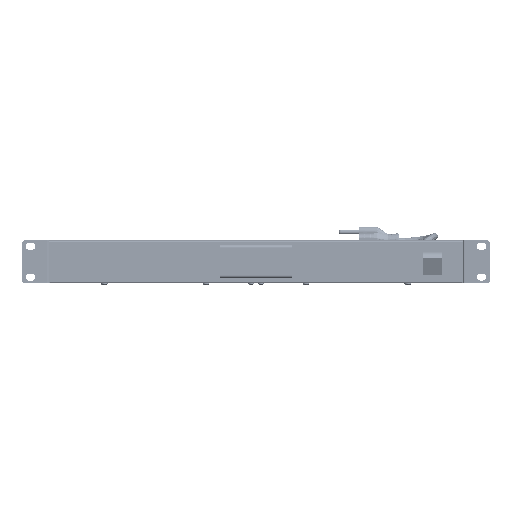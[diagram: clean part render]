
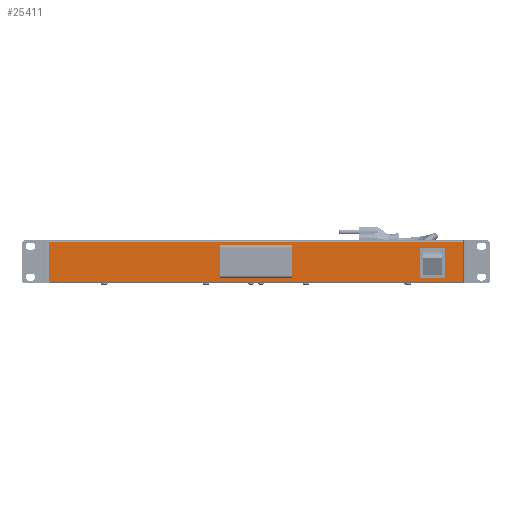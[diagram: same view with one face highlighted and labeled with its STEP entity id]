
A CAD part, left-side view. The second image highlights one B-rep face of the part: STEP entity #25411.
In plain terms, the highlighted planar face has unit normal (-1, 0, 0).
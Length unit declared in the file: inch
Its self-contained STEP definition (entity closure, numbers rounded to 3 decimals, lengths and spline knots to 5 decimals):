
#1031 = EDGE_CURVE ( 'NONE', #33968, #31875, #47124, .T. ) ;
#2469 = CARTESIAN_POINT ( 'NONE',  ( -3.34646, 0., 0.29921 ) ) ;
#2584 = VECTOR ( 'NONE', #78777, 39.37008 ) ;
#2654 = LINE ( 'NONE', #4328, #10409 ) ;
#2677 = CARTESIAN_POINT ( 'NONE',  ( -3.34646, 1.37795, 1.44094 ) ) ;
#3120 = LINE ( 'NONE', #9828, #28915 ) ;
#3507 = LINE ( 'NONE', #48849, #8881 ) ;
#4328 = CARTESIAN_POINT ( 'NONE',  ( -3.34646, -7.60827, 0.86811 ) ) ;
#5307 = VERTEX_POINT ( 'NONE', #2677 ) ;
#5733 = FACE_BOUND ( 'NONE', #46992, .T. ) ;
#8881 = VECTOR ( 'NONE', #56368, 39.37008 ) ;
#9199 = EDGE_CURVE ( 'NONE', #5307, #33968, #3120, .T. ) ;
#9828 = CARTESIAN_POINT ( 'NONE',  ( -3.34646, 0., 1.44094 ) ) ;
#10409 = VECTOR ( 'NONE', #74833, 39.37008 ) ;
#11228 = EDGE_CURVE ( 'NONE', #68829, #5307, #45321, .T. ) ;
#11682 = EDGE_CURVE ( 'NONE', #65928, #67416, #2654, .T. ) ;
#12043 = VERTEX_POINT ( 'NONE', #40761 ) ;
#13404 = EDGE_CURVE ( 'NONE', #38821, #23340, #27673, .T. ) ;
#13589 = VERTEX_POINT ( 'NONE', #79685 ) ;
#14142 = DIRECTION ( 'NONE',  ( 0., 0., -1. ) ) ;
#14477 = DIRECTION ( 'NONE',  ( 0., -1., 0. ) ) ;
#14821 = CARTESIAN_POINT ( 'NONE',  ( -3.34646, -1.37795, 0.29921 ) ) ;
#14842 = VERTEX_POINT ( 'NONE', #33654 ) ;
#15070 = DIRECTION ( 'NONE',  ( 0., 1., 0. ) ) ;
#15290 = CARTESIAN_POINT ( 'NONE',  ( -3.34646, -7.60827, 0.31693 ) ) ;
#16027 = CARTESIAN_POINT ( 'NONE',  ( -3.34646, -1.37795, 1.44094 ) ) ;
#16573 = EDGE_CURVE ( 'NONE', #14842, #12043, #65764, .T. ) ;
#16890 = EDGE_CURVE ( 'NONE', #71717, #13589, #68489, .T. ) ;
#17657 = VECTOR ( 'NONE', #15070, 39.37008 ) ;
#18733 = EDGE_CURVE ( 'NONE', #13589, #23340, #58616, .T. ) ;
#19466 = EDGE_CURVE ( 'NONE', #31875, #68829, #34775, .T. ) ;
#20564 = DIRECTION ( 'NONE',  ( 0., 1., 0. ) ) ;
#22220 = CARTESIAN_POINT ( 'NONE',  ( -3.34646, -8.39567, 0.86811 ) ) ;
#22463 = EDGE_CURVE ( 'NONE', #67416, #14842, #48236, .T. ) ;
#22600 = DIRECTION ( 'NONE',  ( 0., 0., 1. ) ) ;
#23340 = VERTEX_POINT ( 'NONE', #53696 ) ;
#25288 = CARTESIAN_POINT ( 'NONE',  ( -3.34646, 8.39567, 1.67717 ) ) ;
#25411 = ADVANCED_FACE ( 'NONE', ( #5733, #30097, #69510 ), #49408, .T. ) ;
#26559 = CARTESIAN_POINT ( 'NONE',  ( -3.34646, -7.60827, 1.41929 ) ) ;
#27505 = CARTESIAN_POINT ( 'NONE',  ( -3.34646, -8.39567, 0.05906 ) ) ;
#27673 = LINE ( 'NONE', #39443, #66629 ) ;
#28915 = VECTOR ( 'NONE', #14477, 39.37008 ) ;
#30097 = FACE_BOUND ( 'NONE', #56670, .T. ) ;
#31340 = DIRECTION ( 'NONE',  ( 0., 0., 1. ) ) ;
#31875 = VERTEX_POINT ( 'NONE', #14821 ) ;
#33654 = CARTESIAN_POINT ( 'NONE',  ( -3.34646, -6.74213, 0.31693 ) ) ;
#33968 = VERTEX_POINT ( 'NONE', #16027 ) ;
#34285 = ORIENTED_EDGE ( 'NONE', *, *, #18733, .T. ) ;
#34775 = LINE ( 'NONE', #2469, #17657 ) ;
#36751 = ORIENTED_EDGE ( 'NONE', *, *, #16890, .T. ) ;
#37084 = EDGE_CURVE ( 'NONE', #12043, #65928, #3507, .T. ) ;
#38821 = VERTEX_POINT ( 'NONE', #27505 ) ;
#39443 = CARTESIAN_POINT ( 'NONE',  ( -3.34646, 8.3563, 0.05906 ) ) ;
#40338 = VECTOR ( 'NONE', #14142, 39.37008 ) ;
#40761 = CARTESIAN_POINT ( 'NONE',  ( -3.34646, -6.74213, 1.41929 ) ) ;
#40831 = DIRECTION ( 'NONE',  ( 0., 0., -1. ) ) ;
#41258 = EDGE_LOOP ( 'NONE', ( #45495, #58802, #36751, #34285 ) ) ;
#41416 = VECTOR ( 'NONE', #60820, 39.37008 ) ;
#42479 = ORIENTED_EDGE ( 'NONE', *, *, #37084, .T. ) ;
#43041 = VECTOR ( 'NONE', #40831, 39.37008 ) ;
#43942 = CARTESIAN_POINT ( 'NONE',  ( -3.34646, 8.39567, 0. ) ) ;
#44770 = DIRECTION ( 'NONE',  ( -1., 0., 0. ) ) ;
#45321 = LINE ( 'NONE', #70896, #62574 ) ;
#45495 = ORIENTED_EDGE ( 'NONE', *, *, #13404, .F. ) ;
#46992 = EDGE_LOOP ( 'NONE', ( #61453, #73150, #77183, #62962 ) ) ;
#47124 = LINE ( 'NONE', #60130, #43041 ) ;
#47128 = ORIENTED_EDGE ( 'NONE', *, *, #16573, .T. ) ;
#48236 = LINE ( 'NONE', #49495, #56588 ) ;
#48849 = CARTESIAN_POINT ( 'NONE',  ( -3.34646, -7.1752, 1.41929 ) ) ;
#49408 = PLANE ( 'NONE',  #74121 ) ;
#49495 = CARTESIAN_POINT ( 'NONE',  ( -3.34646, -7.1752, 0.31693 ) ) ;
#53696 = CARTESIAN_POINT ( 'NONE',  ( -3.34646, 8.39567, 0.05906 ) ) ;
#55179 = CARTESIAN_POINT ( 'NONE',  ( -3.34646, -8.39567, 1.67717 ) ) ;
#56368 = DIRECTION ( 'NONE',  ( 0., -1., 0. ) ) ;
#56588 = VECTOR ( 'NONE', #67938, 39.37008 ) ;
#56670 = EDGE_LOOP ( 'NONE', ( #47128, #42479, #62861, #78059 ) ) ;
#57605 = VECTOR ( 'NONE', #69312, 39.37008 ) ;
#58616 = LINE ( 'NONE', #71614, #40338 ) ;
#58802 = ORIENTED_EDGE ( 'NONE', *, *, #78388, .T. ) ;
#60130 = CARTESIAN_POINT ( 'NONE',  ( -3.34646, -1.37795, 0.87008 ) ) ;
#60820 = DIRECTION ( 'NONE',  ( 0., 0., 1. ) ) ;
#61153 = CARTESIAN_POINT ( 'NONE',  ( -3.34646, -6.74213, 0.86811 ) ) ;
#61453 = ORIENTED_EDGE ( 'NONE', *, *, #11228, .T. ) ;
#62574 = VECTOR ( 'NONE', #22600, 39.37008 ) ;
#62861 = ORIENTED_EDGE ( 'NONE', *, *, #11682, .T. ) ;
#62962 = ORIENTED_EDGE ( 'NONE', *, *, #19466, .T. ) ;
#65758 = CARTESIAN_POINT ( 'NONE',  ( -3.34646, 1.37795, 0.29921 ) ) ;
#65764 = LINE ( 'NONE', #61153, #2584 ) ;
#65928 = VERTEX_POINT ( 'NONE', #26559 ) ;
#66629 = VECTOR ( 'NONE', #20564, 39.37008 ) ;
#67416 = VERTEX_POINT ( 'NONE', #15290 ) ;
#67938 = DIRECTION ( 'NONE',  ( 0., 1., 0. ) ) ;
#68489 = LINE ( 'NONE', #25288, #57605 ) ;
#68829 = VERTEX_POINT ( 'NONE', #65758 ) ;
#69312 = DIRECTION ( 'NONE',  ( 0., 1., 0. ) ) ;
#69510 = FACE_OUTER_BOUND ( 'NONE', #41258, .T. ) ;
#70896 = CARTESIAN_POINT ( 'NONE',  ( -3.34646, 1.37795, 0.87008 ) ) ;
#71614 = CARTESIAN_POINT ( 'NONE',  ( -3.34646, 8.39567, 1.71654 ) ) ;
#71717 = VERTEX_POINT ( 'NONE', #55179 ) ;
#73150 = ORIENTED_EDGE ( 'NONE', *, *, #9199, .T. ) ;
#74121 = AXIS2_PLACEMENT_3D ( 'NONE', #43942, #44770, #31340 ) ;
#74833 = DIRECTION ( 'NONE',  ( 0., 0., -1. ) ) ;
#77183 = ORIENTED_EDGE ( 'NONE', *, *, #1031, .T. ) ;
#78059 = ORIENTED_EDGE ( 'NONE', *, *, #22463, .T. ) ;
#78388 = EDGE_CURVE ( 'NONE', #38821, #71717, #79701, .T. ) ;
#78777 = DIRECTION ( 'NONE',  ( 0., 0., 1. ) ) ;
#79685 = CARTESIAN_POINT ( 'NONE',  ( -3.34646, 8.39567, 1.67717 ) ) ;
#79701 = LINE ( 'NONE', #22220, #41416 ) ;
